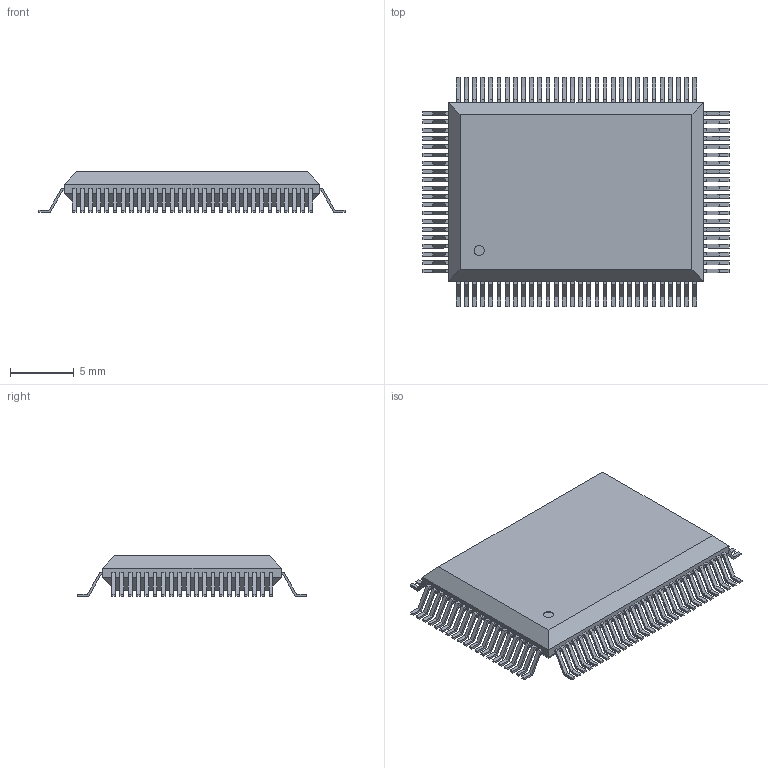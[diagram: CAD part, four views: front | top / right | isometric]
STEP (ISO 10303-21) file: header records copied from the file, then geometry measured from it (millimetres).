
FILE_DESCRIPTION(('FreeCAD Model'),'2;1');
FILE_NAME('Open CASCADE Shape Model','2023-02-16T15:43:08',(''),(''), 'Open CASCADE STEP processor 7.6','FreeCAD','Unknown');
FILE_SCHEMA(('AUTOMOTIVE_DESIGN { 1 0 10303 214 1 1 1 1 }'));
Length unit declared in the file: millimetre
Products named in the file (8): Unnamed; VertPins; VertPin; HorzPins; HorzPin; ChipBody; VertPinsMirror; HorzPinsMirror
Assembly tree (55 placements, depth 3):
  Unnamed
    VertPins
      VertPin  x20
    HorzPins
      HorzPin  x30
    ChipBody
    VertPinsMirror
    HorzPinsMirror
Bounding box: 24.02 x 17.98 x 3.2 mm (x, y, z)
Volume: 712.1 mm3; surface area: 955.5 mm2
Topology: 101 solids, 101 shells, 1016 faces, 2431 edges, 1618 vertices
Faces by surface type: plane 1015, cylinder 1
Full cylindrical faces by diameter (mm): 0.8 x1
Entity records: 16062 total; most frequent: CARTESIAN_POINT 2721, ORIENTED_EDGE 2558, DIRECTION 2465, EDGE_CURVE 1279, LINE 1277, VECTOR 1277, VERTEX_POINT 850, AXIS2_PLACEMENT_3D 594
